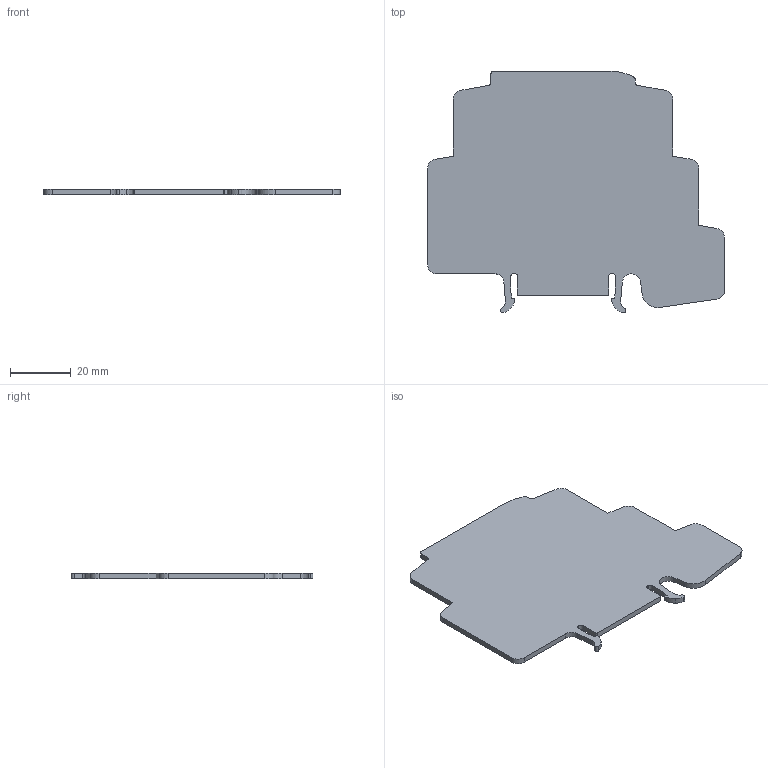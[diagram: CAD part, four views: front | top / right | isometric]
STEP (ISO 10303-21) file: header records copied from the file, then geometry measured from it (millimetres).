
FILE_DESCRIPTION (( 'STEP AP203' ), '1' );
FILE_NAME ('APP-KPR.STEP', '2021-05-24T17:34:48', ( '' ), ( '' ), 'SwSTEP 2.0', 'SolidWorks 2021', '' );
FILE_SCHEMA (( 'CONFIG_CONTROL_DESIGN' ));
Length unit declared in the file: inch
Products named in the file (1): APP-KPR
Bounding box: 97.49 x 79.34 x 1.8 mm (x, y, z)
Volume: 10711.3 mm3; surface area: 12605 mm2
Topology: 1 solids, 1 shells, 62 faces, 180 edges, 120 vertices
Faces by surface type: cylinder 31, plane 31
Entity records: 2145 total; most frequent: DIRECTION 368, CARTESIAN_POINT 363, ORIENTED_EDGE 360, EDGE_CURVE 180, AXIS2_PLACEMENT_3D 125, VERTEX_POINT 120, VECTOR 118, LINE 118
